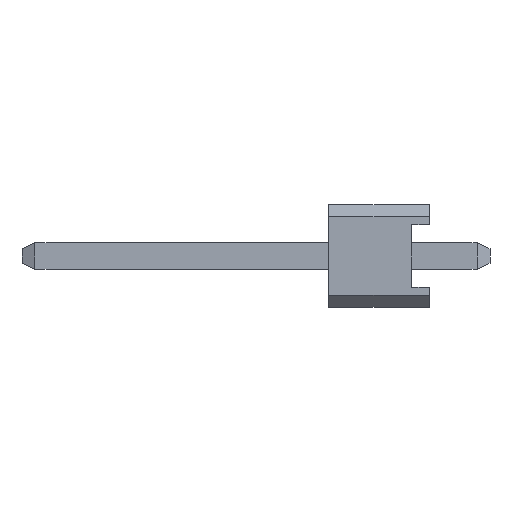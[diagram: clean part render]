
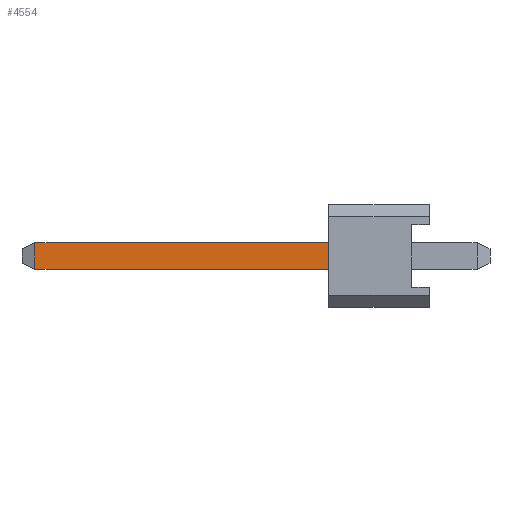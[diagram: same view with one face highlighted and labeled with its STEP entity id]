
A CAD part, left-side view. The second image highlights one B-rep face of the part: STEP entity #4554.
In plain terms, the highlighted planar face has unit normal (-1, 0, 0).
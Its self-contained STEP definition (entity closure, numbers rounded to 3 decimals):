
#1383 = CARTESIAN_POINT ( 'NONE',  ( -0.325, 9.778, 0.325 ) ) ;
#1384 = DIRECTION ( 'NONE',  ( 0., -1., 0. ) ) ;
#1385 = VECTOR ( 'NONE', #1384, 1000. ) ;
#1386 = CARTESIAN_POINT ( 'NONE',  ( -0.325, 10.1, 0.325 ) ) ;
#1387 = LINE ( 'NONE', #1386, #1385 ) ;
#1388 = DIRECTION ( 'NONE',  ( 0., 0., -1. ) ) ;
#1389 = DIRECTION ( 'NONE',  ( 1., 0., 0. ) ) ;
#1390 = CARTESIAN_POINT ( 'NONE',  ( -0.325, 10.1, 0.325 ) ) ;
#1391 = AXIS2_PLACEMENT_3D ( 'NONE', #1390, #1389, #1388 ) ;
#1392 = PLANE ( 'NONE',  #1391 ) ;
#1393 = FACE_OUTER_BOUND ( 'NONE', #4555, .T. ) ;
#1404 = CARTESIAN_POINT ( 'NONE',  ( -0.325, 9.778, -0.325 ) ) ;
#1405 = DIRECTION ( 'NONE',  ( 0., 0., -1. ) ) ;
#1406 = VECTOR ( 'NONE', #1405, 1000. ) ;
#1407 = CARTESIAN_POINT ( 'NONE',  ( -0.325, 9.778, 0.325 ) ) ;
#1408 = LINE ( 'NONE', #1407, #1406 ) ;
#1483 = DIRECTION ( 'NONE',  ( 0., -1., 0. ) ) ;
#1484 = VECTOR ( 'NONE', #1483, 1000. ) ;
#1485 = CARTESIAN_POINT ( 'NONE',  ( -0.325, 10.1, -0.325 ) ) ;
#1486 = LINE ( 'NONE', #1485, #1484 ) ;
#3520 = EDGE_CURVE ( 'NONE', #3521, #3522, #5838, .T. ) ;
#3521 = VERTEX_POINT ( 'NONE', #5834 ) ;
#3522 = VERTEX_POINT ( 'NONE', #5833 ) ;
#4484 = EDGE_CURVE ( 'NONE', #4558, #4485, #1408, .T. ) ;
#4485 = VERTEX_POINT ( 'NONE', #1404 ) ;
#4486 = ORIENTED_EDGE ( 'NONE', *, *, #4487, .T. ) ;
#4487 = EDGE_CURVE ( 'NONE', #4485, #3521, #1486, .T. ) ;
#4488 = ORIENTED_EDGE ( 'NONE', *, *, #3520, .T. ) ;
#4554 = ADVANCED_FACE ( 'NONE', ( #1393 ), #1392, .F. ) ;
#4555 = EDGE_LOOP ( 'NONE', ( #4556, #4559, #4486, #4488 ) ) ;
#4556 = ORIENTED_EDGE ( 'NONE', *, *, #4557, .F. ) ;
#4557 = EDGE_CURVE ( 'NONE', #4558, #3522, #1387, .T. ) ;
#4558 = VERTEX_POINT ( 'NONE', #1383 ) ;
#4559 = ORIENTED_EDGE ( 'NONE', *, *, #4484, .T. ) ;
#5833 = CARTESIAN_POINT ( 'NONE',  ( -0.325, 2.5, 0.325 ) ) ;
#5834 = CARTESIAN_POINT ( 'NONE',  ( -0.325, 2.5, -0.325 ) ) ;
#5835 = DIRECTION ( 'NONE',  ( 0., 0., 1. ) ) ;
#5836 = VECTOR ( 'NONE', #5835, 1000. ) ;
#5837 = CARTESIAN_POINT ( 'NONE',  ( -0.325, 2.5, -1.27 ) ) ;
#5838 = LINE ( 'NONE', #5837, #5836 ) ;
